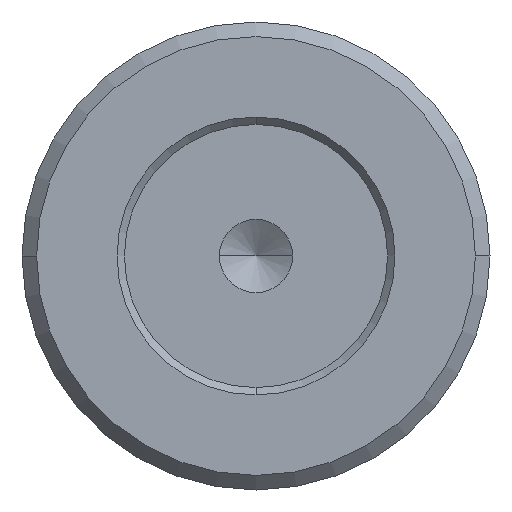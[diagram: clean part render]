
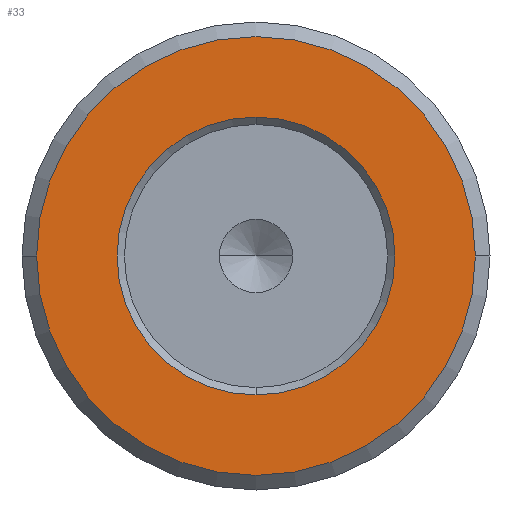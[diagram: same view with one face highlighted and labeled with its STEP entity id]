
A CAD part, front view. The second image highlights one B-rep face of the part: STEP entity #33.
In plain terms, the highlighted planar face has unit normal (0, -1, 0).
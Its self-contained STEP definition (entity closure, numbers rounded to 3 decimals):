
#17 = DIRECTION ( 'NONE',  ( 0., -1., 0. ) ) ;
#22 = PLANE ( 'NONE',  #166 ) ;
#23 = DIRECTION ( 'NONE',  ( -1., 0., 0. ) ) ;
#33 = ADVANCED_FACE ( 'NONE', ( #738, #38 ), #22, .F. ) ;
#38 = FACE_OUTER_BOUND ( 'NONE', #521, .T. ) ;
#40 = EDGE_LOOP ( 'NONE', ( #50, #492 ) ) ;
#50 = ORIENTED_EDGE ( 'NONE', *, *, #794, .F. ) ;
#72 = CARTESIAN_POINT ( 'NONE',  ( 0., -25.4, 0. ) ) ;
#102 = DIRECTION ( 'NONE',  ( -1., 0., 0. ) ) ;
#166 = AXIS2_PLACEMENT_3D ( 'NONE', #631, #969, #176 ) ;
#176 = DIRECTION ( 'NONE',  ( 0., 0., 1. ) ) ;
#211 = EDGE_CURVE ( 'NONE', #249, #343, #1099, .T. ) ;
#220 = CARTESIAN_POINT ( 'NONE',  ( 15., -25.4, 0. ) ) ;
#249 = VERTEX_POINT ( 'NONE', #220 ) ;
#251 = CARTESIAN_POINT ( 'NONE',  ( 0., -25.4, -9.5 ) ) ;
#256 = DIRECTION ( 'NONE',  ( 0., 0., 1. ) ) ;
#277 = CARTESIAN_POINT ( 'NONE',  ( 0., -25.4, 0. ) ) ;
#306 = CIRCLE ( 'NONE', #766, 9.5 ) ;
#326 = DIRECTION ( 'NONE',  ( 0., 1., 0. ) ) ;
#335 = EDGE_CURVE ( 'NONE', #343, #249, #702, .T. ) ;
#343 = VERTEX_POINT ( 'NONE', #656 ) ;
#416 = EDGE_CURVE ( 'NONE', #852, #762, #552, .T. ) ;
#476 = AXIS2_PLACEMENT_3D ( 'NONE', #277, #1045, #23 ) ;
#492 = ORIENTED_EDGE ( 'NONE', *, *, #416, .F. ) ;
#510 = ORIENTED_EDGE ( 'NONE', *, *, #211, .F. ) ;
#521 = EDGE_LOOP ( 'NONE', ( #711, #510 ) ) ;
#541 = AXIS2_PLACEMENT_3D ( 'NONE', #648, #326, #102 ) ;
#552 = CIRCLE ( 'NONE', #817, 9.5 ) ;
#631 = CARTESIAN_POINT ( 'NONE',  ( 9.5, -25.4, 0. ) ) ;
#648 = CARTESIAN_POINT ( 'NONE',  ( 0., -25.4, 0. ) ) ;
#656 = CARTESIAN_POINT ( 'NONE',  ( -15., -25.4, 0. ) ) ;
#694 = DIRECTION ( 'NONE',  ( 0., 0., 1. ) ) ;
#702 = CIRCLE ( 'NONE', #541, 15. ) ;
#711 = ORIENTED_EDGE ( 'NONE', *, *, #335, .F. ) ;
#738 = FACE_BOUND ( 'NONE', #40, .T. ) ;
#762 = VERTEX_POINT ( 'NONE', #763 ) ;
#763 = CARTESIAN_POINT ( 'NONE',  ( 0., -25.4, 9.5 ) ) ;
#766 = AXIS2_PLACEMENT_3D ( 'NONE', #72, #17, #694 ) ;
#794 = EDGE_CURVE ( 'NONE', #762, #852, #306, .T. ) ;
#817 = AXIS2_PLACEMENT_3D ( 'NONE', #863, #1067, #256 ) ;
#852 = VERTEX_POINT ( 'NONE', #251 ) ;
#863 = CARTESIAN_POINT ( 'NONE',  ( 0., -25.4, 0. ) ) ;
#969 = DIRECTION ( 'NONE',  ( 0., 1., 0. ) ) ;
#1045 = DIRECTION ( 'NONE',  ( 0., 1., 0. ) ) ;
#1067 = DIRECTION ( 'NONE',  ( 0., -1., 0. ) ) ;
#1099 = CIRCLE ( 'NONE', #476, 15. ) ;
